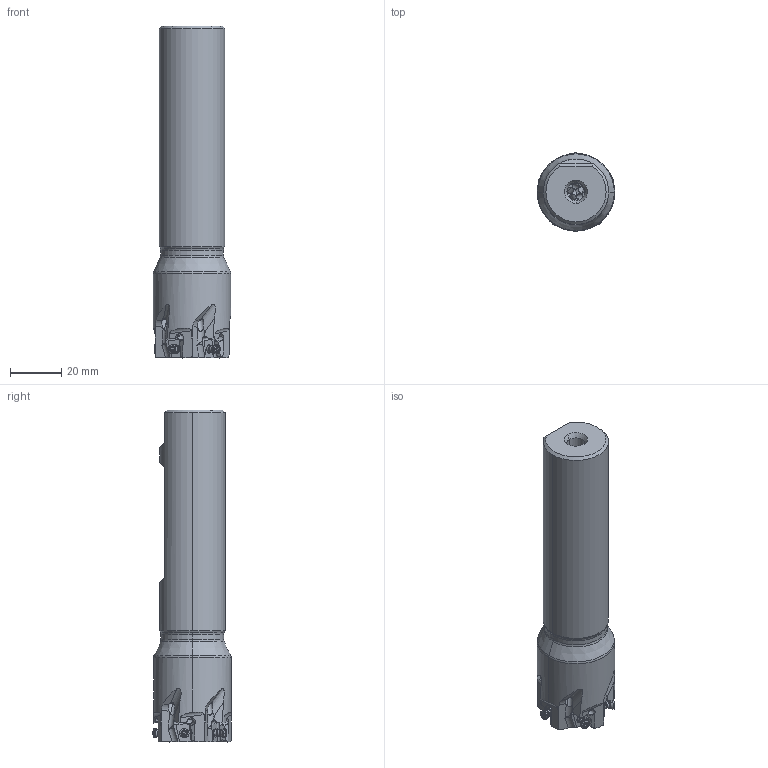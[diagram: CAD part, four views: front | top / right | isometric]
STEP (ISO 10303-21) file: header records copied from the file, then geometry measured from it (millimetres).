
FILE_DESCRIPTION(/* description */ (''),/* implementation_level */ '2;1');
FILE_NAME(/* name */ 'VPX200UR2005FA16S.stp',/* time_stamp */ '2025-07-08T15:59:23+09:00',/* author */ (''),/* organization */ (''),/* preprocessor_version */ 'ST-DEVELOPER v18.101',/* originating_system */ 'SIEMENS PLM Software NX 2011',/* authorisation */ '');
FILE_SCHEMA (('AUTOMOTIVE_DESIGN { 1 0 10303 214 3 1 1 1 }'));
Length unit declared in the file: millimetre
Products named in the file (1): VPX200UR2005FA16S_ASM
Bounding box: 30.15 x 30.4 x 128.97 mm (x, y, z)
Volume: 64774.4 mm3; surface area: 16095.5 mm2
Topology: 6 solids, 6 shells, 519 faces, 1514 edges, 1000 vertices
Faces by surface type: cylinder 230, plane 139, cone 75, torus 42, extrusion 15, sphere 10, bspline 8
Entity records: 20278 total; most frequent: CARTESIAN_POINT 7113, ORIENTED_EDGE 2960, DIRECTION 2421, EDGE_CURVE 1480, VERTEX_POINT 992, AXIS2_PLACEMENT_3D 952, B_SPLINE_CURVE_WITH_KNOTS 565, EDGE_LOOP 548
